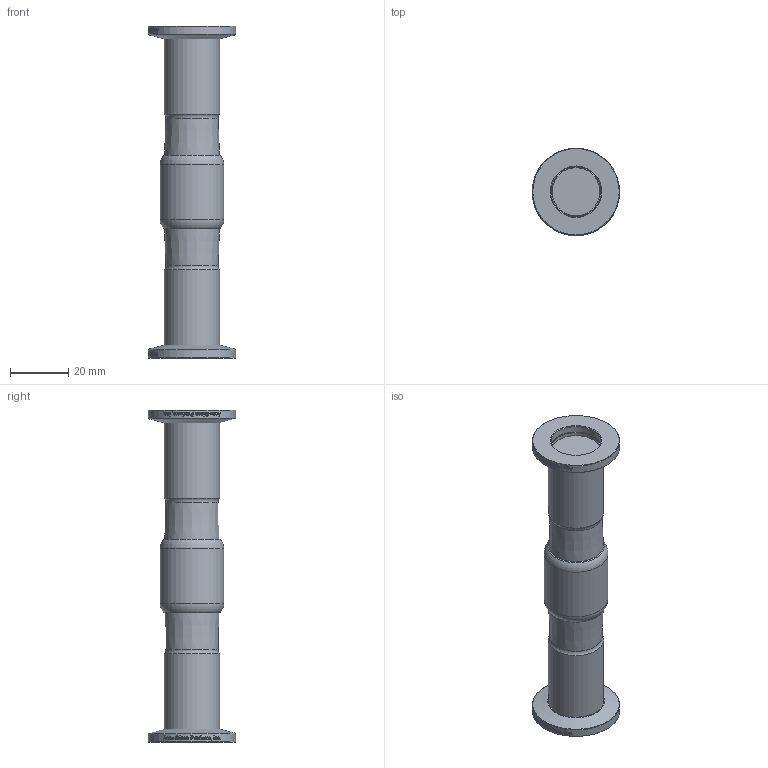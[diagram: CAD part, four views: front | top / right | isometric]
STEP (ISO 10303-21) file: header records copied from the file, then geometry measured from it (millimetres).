
FILE_DESCRIPTION(/* description */ ('Alibre Inc.'),/* implementation_level */ '2;1');
FILE_NAME(/* name */ 'export-473CDCCC-5D44-4C67-841A-35A1225B31F7',/* time_stamp */ '2023-05-02T15:33:00-07:00',/* author */ (''),/* organization */ (''),/* preprocessor_version */ 'ST-DEVELOPER v17',/* originating_system */ 'Alibre',/* authorisation */ '');
FILE_SCHEMA (('CONFIG_CONTROL_DESIGN'));
Length unit declared in the file: inch
Bounding box: 30 x 30 x 114.3 mm (x, y, z)
Volume: 35663.3 mm3; surface area: 9784.9 mm2
Topology: 1 solids, 1 shells, 765 faces, 2095 edges, 1394 vertices
Faces by surface type: bspline 456, plane 228, cylinder 65, cone 10, torus 6
Full cylindrical faces by diameter (mm): 16.51 x2, 17.2 x2, 19.05 x2, 22 x1, 30 x2
Entity records: 34143 total; most frequent: CARTESIAN_POINT 17981, ORIENTED_EDGE 4120, EDGE_CURVE 2060, DIRECTION 1776, VERTEX_POINT 1384, B_SPLINE_CURVE_WITH_KNOTS 916, VECTOR 876, LINE 876
